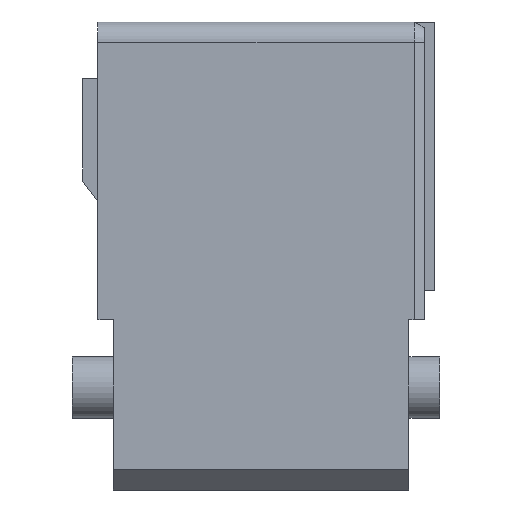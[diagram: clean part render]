
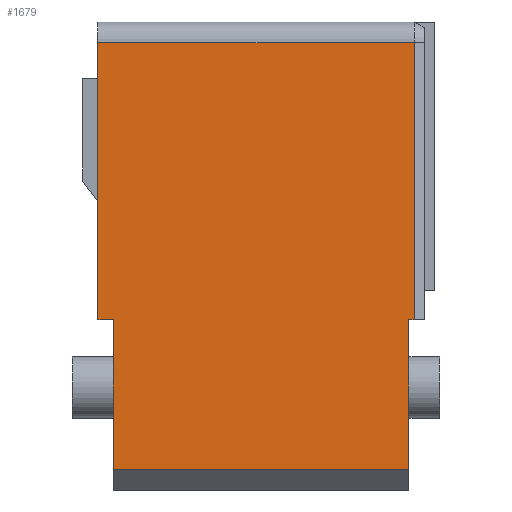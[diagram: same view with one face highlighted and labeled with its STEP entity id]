
A CAD part, front view. The second image highlights one B-rep face of the part: STEP entity #1679.
In plain terms, the highlighted planar face has unit normal (0, -1, 0).
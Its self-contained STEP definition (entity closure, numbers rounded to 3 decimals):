
#66 = CARTESIAN_POINT ( 'NONE',  ( 0., -12.4, -20.8 ) ) ;
#124 = VECTOR ( 'NONE', #1346, 1000. ) ;
#219 = VERTEX_POINT ( 'NONE', #665 ) ;
#238 = CARTESIAN_POINT ( 'NONE',  ( -1.5, -12.4, -6.2 ) ) ;
#268 = EDGE_CURVE ( 'NONE', #1950, #928, #874, .T. ) ;
#343 = EDGE_CURVE ( 'NONE', #455, #219, #1265, .T. ) ;
#383 = DIRECTION ( 'NONE',  ( 0., 0., -1. ) ) ;
#426 = EDGE_CURVE ( 'NONE', #928, #1252, #690, .T. ) ;
#435 = CARTESIAN_POINT ( 'NONE',  ( 28.8, -12.4, 20.8 ) ) ;
#455 = VERTEX_POINT ( 'NONE', #1537 ) ;
#467 = VECTOR ( 'NONE', #383, 1000. ) ;
#487 = CARTESIAN_POINT ( 'NONE',  ( 29.3, -12.4, -6.2 ) ) ;
#516 = DIRECTION ( 'NONE',  ( 0., 0., -1. ) ) ;
#528 = PLANE ( 'NONE',  #960 ) ;
#558 = LINE ( 'NONE', #1161, #124 ) ;
#640 = ORIENTED_EDGE ( 'NONE', *, *, #426, .T. ) ;
#665 = CARTESIAN_POINT ( 'NONE',  ( -1.5, -12.4, 20.8 ) ) ;
#690 = LINE ( 'NONE', #1093, #1367 ) ;
#709 = VERTEX_POINT ( 'NONE', #2468 ) ;
#720 = FACE_OUTER_BOUND ( 'NONE', #2247, .T. ) ;
#750 = CARTESIAN_POINT ( 'NONE',  ( 0., -12.4, -6.2 ) ) ;
#874 = LINE ( 'NONE', #1438, #1748 ) ;
#888 = DIRECTION ( 'NONE',  ( 0., 0., -1. ) ) ;
#913 = VECTOR ( 'NONE', #516, 1000. ) ;
#928 = VERTEX_POINT ( 'NONE', #750 ) ;
#960 = AXIS2_PLACEMENT_3D ( 'NONE', #1119, #1072, #1883 ) ;
#970 = EDGE_CURVE ( 'NONE', #2063, #1961, #558, .T. ) ;
#993 = ORIENTED_EDGE ( 'NONE', *, *, #970, .F. ) ;
#1021 = CARTESIAN_POINT ( 'NONE',  ( 28.8, -12.4, -20.8 ) ) ;
#1062 = DIRECTION ( 'NONE',  ( 1., 0., 0. ) ) ;
#1072 = DIRECTION ( 'NONE',  ( 0., 1., 0. ) ) ;
#1089 = ORIENTED_EDGE ( 'NONE', *, *, #1335, .T. ) ;
#1093 = CARTESIAN_POINT ( 'NONE',  ( 0., -12.4, 22.8 ) ) ;
#1098 = LINE ( 'NONE', #2293, #913 ) ;
#1118 = VECTOR ( 'NONE', #2579, 1000. ) ;
#1119 = CARTESIAN_POINT ( 'NONE',  ( 28.8, -12.4, 22.8 ) ) ;
#1149 = EDGE_CURVE ( 'NONE', #1252, #709, #2067, .T. ) ;
#1161 = CARTESIAN_POINT ( 'NONE',  ( 30.3, -12.4, -6.2 ) ) ;
#1200 = ORIENTED_EDGE ( 'NONE', *, *, #1149, .T. ) ;
#1204 = EDGE_CURVE ( 'NONE', #1961, #709, #1098, .T. ) ;
#1222 = DIRECTION ( 'NONE',  ( -1., 0., 0. ) ) ;
#1252 = VERTEX_POINT ( 'NONE', #66 ) ;
#1265 = LINE ( 'NONE', #435, #1500 ) ;
#1330 = CARTESIAN_POINT ( 'NONE',  ( -1.5, -12.4, 22.8 ) ) ;
#1335 = EDGE_CURVE ( 'NONE', #219, #1950, #1973, .T. ) ;
#1346 = DIRECTION ( 'NONE',  ( -1., 0., 0. ) ) ;
#1367 = VECTOR ( 'NONE', #888, 1000. ) ;
#1384 = LINE ( 'NONE', #1933, #1118 ) ;
#1431 = EDGE_CURVE ( 'NONE', #2063, #455, #1384, .T. ) ;
#1438 = CARTESIAN_POINT ( 'NONE',  ( -1.5, -12.4, -6.2 ) ) ;
#1500 = VECTOR ( 'NONE', #1222, 1000. ) ;
#1537 = CARTESIAN_POINT ( 'NONE',  ( 29.3, -12.4, 20.8 ) ) ;
#1679 = ADVANCED_FACE ( 'NONE', ( #720 ), #528, .F. ) ;
#1748 = VECTOR ( 'NONE', #2045, 1000. ) ;
#1752 = ORIENTED_EDGE ( 'NONE', *, *, #268, .T. ) ;
#1883 = DIRECTION ( 'NONE',  ( 0., 0., 1. ) ) ;
#1887 = VECTOR ( 'NONE', #1062, 1000. ) ;
#1933 = CARTESIAN_POINT ( 'NONE',  ( 29.3, -12.4, 22.8 ) ) ;
#1950 = VERTEX_POINT ( 'NONE', #238 ) ;
#1961 = VERTEX_POINT ( 'NONE', #2051 ) ;
#1973 = LINE ( 'NONE', #1330, #467 ) ;
#2045 = DIRECTION ( 'NONE',  ( 1., 0., 0. ) ) ;
#2051 = CARTESIAN_POINT ( 'NONE',  ( 28.8, -12.4, -6.2 ) ) ;
#2063 = VERTEX_POINT ( 'NONE', #487 ) ;
#2067 = LINE ( 'NONE', #1021, #1887 ) ;
#2188 = ORIENTED_EDGE ( 'NONE', *, *, #343, .T. ) ;
#2247 = EDGE_LOOP ( 'NONE', ( #993, #2332, #2188, #1089, #1752, #640, #1200, #2289 ) ) ;
#2289 = ORIENTED_EDGE ( 'NONE', *, *, #1204, .F. ) ;
#2293 = CARTESIAN_POINT ( 'NONE',  ( 28.8, -12.4, 22.8 ) ) ;
#2332 = ORIENTED_EDGE ( 'NONE', *, *, #1431, .T. ) ;
#2468 = CARTESIAN_POINT ( 'NONE',  ( 28.8, -12.4, -20.8 ) ) ;
#2579 = DIRECTION ( 'NONE',  ( 0., 0., 1. ) ) ;
